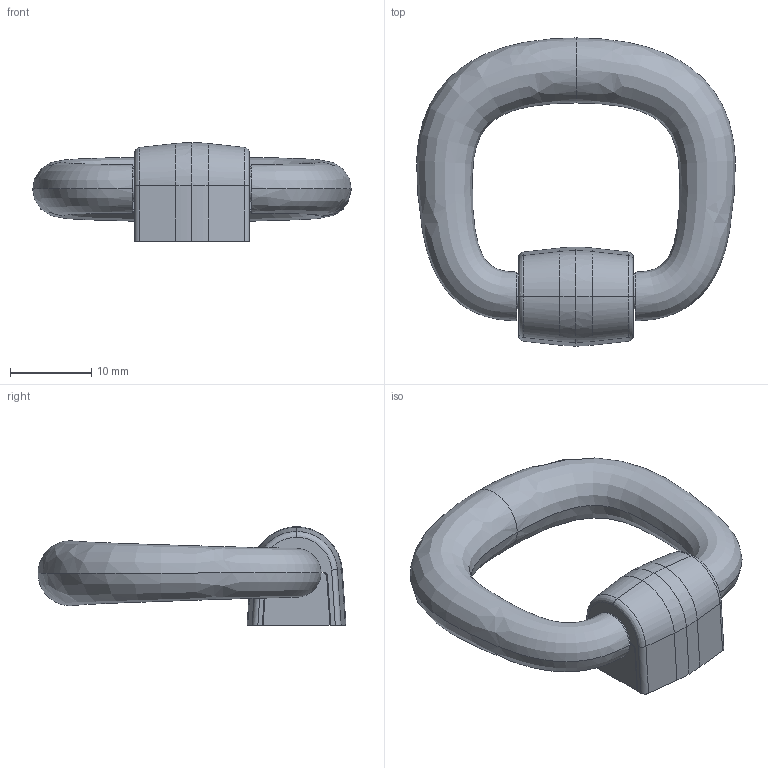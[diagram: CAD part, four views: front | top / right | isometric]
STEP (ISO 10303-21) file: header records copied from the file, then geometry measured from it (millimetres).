
FILE_DESCRIPTION(/* description */ (''),/* implementation_level */ '2;1');
FILE_NAME(/* name */ '0516_040_03.stp',/* time_stamp */ '2023-01-02T15:50:22+01:00',/* author */ ('jferrer'),/* organization */ (''),/* preprocessor_version */ 'ST-DEVELOPER v18.1',/* originating_system */ 'Autodesk Inventor 2022',/* authorisation */ '');
FILE_SCHEMA (('CONFIG_CONTROL_DESIGN','AP242_MANAGED_MODEL_BASED_3D_ENGINEERING_MIM_LF { 1 0 10303 442 1 1 4 }'));
Length unit declared in the file: millimetre
Products named in the file (4): 0516_014_01; pendant_0_FOOT_2; 0516_014_A_02; pendant_0_FOOT_1
Assembly tree (3 placements, depth 2):
  0516_014_01
    pendant_0_FOOT_2
    0516_014_A_02
    pendant_0_FOOT_1
Bounding box: 39.23 x 37.91 x 12.16 mm (x, y, z)
Volume: 4865.9 mm3; surface area: 3748.5 mm2
Topology: 3 solids, 3 shells, 108 faces, 293 edges, 195 vertices
Faces by surface type: plane 51, cylinder 35, bspline 16, torus 4, cone 2
Full cylindrical faces by diameter (mm): 3.242 x1, 6 x1, 6.2 x1
Entity records: 4753 total; most frequent: CARTESIAN_POINT 1910, ORIENTED_EDGE 584, DIRECTION 537, EDGE_CURVE 292, VERTEX_POINT 195, LINE 181, VECTOR 181, AXIS2_PLACEMENT_3D 178
